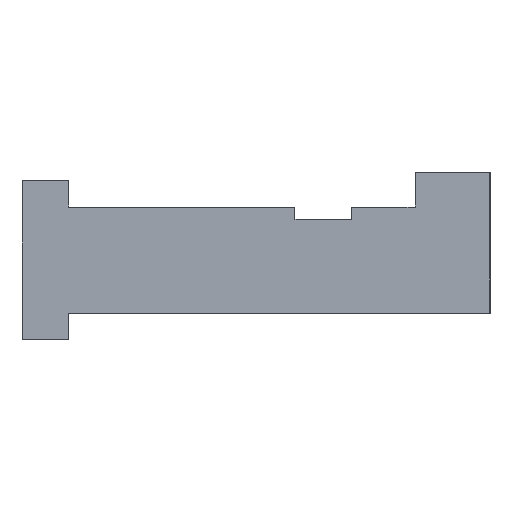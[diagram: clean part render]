
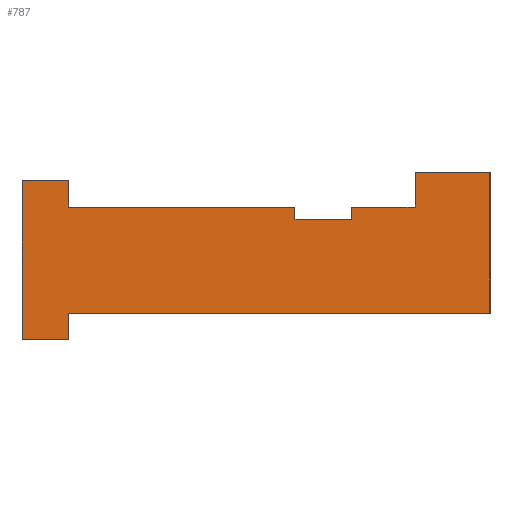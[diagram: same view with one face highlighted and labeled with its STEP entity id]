
A CAD part, left-side view. The second image highlights one B-rep face of the part: STEP entity #787.
In plain terms, the highlighted planar face has unit normal (-1, 0, 0).
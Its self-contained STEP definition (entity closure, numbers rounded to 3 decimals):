
#148=CARTESIAN_POINT('',(-6.216,0.,2.614));
#149=VERTEX_POINT('',#148);
#156=CARTESIAN_POINT('',(-6.216,0.,-1.791));
#157=VERTEX_POINT('',#156);
#158=CARTESIAN_POINT('',(-6.216,0.,2.614));
#159=DIRECTION('',(0.,0.,-1.));
#160=VECTOR('',#159,4.405);
#161=LINE('',#158,#160);
#162=EDGE_CURVE('',#149,#157,#161,.T.);
#522=CARTESIAN_POINT('',(-6.216,2.349,1.537));
#523=VERTEX_POINT('',#522);
#530=CARTESIAN_POINT('',(-6.216,2.349,2.614));
#531=VERTEX_POINT('',#530);
#532=CARTESIAN_POINT('',(-6.216,2.349,2.614));
#533=DIRECTION('',(0.,0.,-1.));
#534=VECTOR('',#533,1.077);
#535=LINE('',#532,#534);
#536=EDGE_CURVE('',#531,#523,#535,.T.);
#680=CARTESIAN_POINT('',(-6.216,0.,2.614));
#681=DIRECTION('',(0.,1.,0.));
#682=VECTOR('',#681,2.349);
#683=LINE('',#680,#682);
#684=EDGE_CURVE('',#149,#531,#683,.T.);
#691=CARTESIAN_POINT('',(-6.216,0.,-2.614));
#692=DIRECTION('',(0.,0.,1.));
#693=DIRECTION('',(-1.,0.,0.));
#694=AXIS2_PLACEMENT_3D('',#691,#693,#692);
#695=PLANE('',#694);
#696=CARTESIAN_POINT('',(-6.216,14.683,2.359));
#697=VERTEX_POINT('',#696);
#698=CARTESIAN_POINT('',(-6.216,14.683,-2.614));
#699=VERTEX_POINT('',#698);
#700=CARTESIAN_POINT('',(-6.216,14.683,2.359));
#701=DIRECTION('',(0.,0.,-1.));
#702=VECTOR('',#701,4.973);
#703=LINE('',#700,#702);
#704=EDGE_CURVE('',#697,#699,#703,.T.);
#705=ORIENTED_EDGE('',*,*,#704,.T.);
#706=CARTESIAN_POINT('',(-6.216,13.214,-2.614));
#707=VERTEX_POINT('',#706);
#708=CARTESIAN_POINT('',(-6.216,14.683,-2.614));
#709=DIRECTION('',(0.,-1.,0.));
#710=VECTOR('',#709,1.468);
#711=LINE('',#708,#710);
#712=EDGE_CURVE('',#699,#707,#711,.T.);
#713=ORIENTED_EDGE('',*,*,#712,.T.);
#714=CARTESIAN_POINT('',(-6.216,13.214,-1.791));
#715=VERTEX_POINT('',#714);
#716=CARTESIAN_POINT('',(-6.216,13.214,-2.614));
#717=DIRECTION('',(0.,0.,1.));
#718=VECTOR('',#717,0.822);
#719=LINE('',#716,#718);
#720=EDGE_CURVE('',#707,#715,#719,.T.);
#721=ORIENTED_EDGE('',*,*,#720,.T.);
#722=CARTESIAN_POINT('',(-6.216,13.214,-1.791));
#723=DIRECTION('',(0.,-1.,0.));
#724=VECTOR('',#723,13.214);
#725=LINE('',#722,#724);
#726=EDGE_CURVE('',#715,#157,#725,.T.);
#727=ORIENTED_EDGE('',*,*,#726,.T.);
#728=ORIENTED_EDGE('',*,*,#162,.F.);
#729=ORIENTED_EDGE('',*,*,#684,.T.);
#730=ORIENTED_EDGE('',*,*,#536,.T.);
#731=CARTESIAN_POINT('',(-6.216,4.356,1.537));
#732=VERTEX_POINT('',#731);
#733=CARTESIAN_POINT('',(-6.216,2.349,1.537));
#734=DIRECTION('',(0.,1.,0.));
#735=VECTOR('',#734,2.007);
#736=LINE('',#733,#735);
#737=EDGE_CURVE('',#523,#732,#736,.T.);
#738=ORIENTED_EDGE('',*,*,#737,.T.);
#739=CARTESIAN_POINT('',(-6.216,4.356,1.145));
#740=VERTEX_POINT('',#739);
#741=CARTESIAN_POINT('',(-6.216,4.356,1.537));
#742=DIRECTION('',(0.,0.,-1.));
#743=VECTOR('',#742,0.392);
#744=LINE('',#741,#743);
#745=EDGE_CURVE('',#732,#740,#744,.T.);
#746=ORIENTED_EDGE('',*,*,#745,.T.);
#747=CARTESIAN_POINT('',(-6.216,6.118,1.145));
#748=VERTEX_POINT('',#747);
#749=CARTESIAN_POINT('',(-6.216,4.356,1.145));
#750=DIRECTION('',(0.,1.,0.));
#751=VECTOR('',#750,1.762);
#752=LINE('',#749,#751);
#753=EDGE_CURVE('',#740,#748,#752,.T.);
#754=ORIENTED_EDGE('',*,*,#753,.T.);
#755=CARTESIAN_POINT('',(-6.216,6.118,1.537));
#756=VERTEX_POINT('',#755);
#757=CARTESIAN_POINT('',(-6.216,6.118,1.145));
#758=DIRECTION('',(0.,0.,1.));
#759=VECTOR('',#758,0.392);
#760=LINE('',#757,#759);
#761=EDGE_CURVE('',#748,#756,#760,.T.);
#762=ORIENTED_EDGE('',*,*,#761,.T.);
#763=CARTESIAN_POINT('',(-6.216,13.214,1.537));
#764=VERTEX_POINT('',#763);
#765=CARTESIAN_POINT('',(-6.216,13.214,1.537));
#766=DIRECTION('',(0.,-1.,0.));
#767=VECTOR('',#766,7.097);
#768=LINE('',#765,#767);
#769=EDGE_CURVE('',#764,#756,#768,.T.);
#770=ORIENTED_EDGE('',*,*,#769,.F.);
#771=CARTESIAN_POINT('',(-6.216,13.214,2.359));
#772=VERTEX_POINT('',#771);
#773=CARTESIAN_POINT('',(-6.216,13.214,1.537));
#774=DIRECTION('',(0.,0.,1.));
#775=VECTOR('',#774,0.822);
#776=LINE('',#773,#775);
#777=EDGE_CURVE('',#764,#772,#776,.T.);
#778=ORIENTED_EDGE('',*,*,#777,.T.);
#779=CARTESIAN_POINT('',(-6.216,13.214,2.359));
#780=DIRECTION('',(0.,1.,0.));
#781=VECTOR('',#780,1.468);
#782=LINE('',#779,#781);
#783=EDGE_CURVE('',#772,#697,#782,.T.);
#784=ORIENTED_EDGE('',*,*,#783,.T.);
#785=EDGE_LOOP('',(#705,#713,#721,#727,#728,#729,#730,#738,#746,#754,#762,#770,#778,#784));
#786=FACE_OUTER_BOUND('',#785,.T.);
#787=ADVANCED_FACE('',(#786),#695,.T.);
